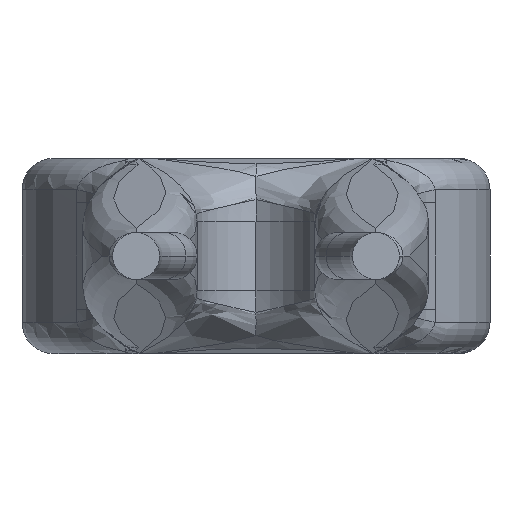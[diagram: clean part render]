
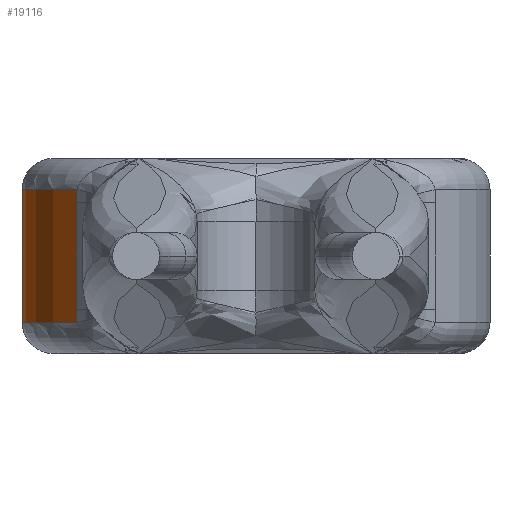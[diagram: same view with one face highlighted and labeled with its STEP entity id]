
A CAD part, front view. The second image highlights one B-rep face of the part: STEP entity #19116.
In plain terms, the highlighted cylindrical face has radius 3 mm (diameter 6 mm), a partial arc.
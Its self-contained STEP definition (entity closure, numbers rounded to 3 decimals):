
#439 = ORIENTED_EDGE ( 'NONE', *, *, #11530, .T. ) ;
#539 = CIRCLE ( 'NONE', #13309, 3. ) ;
#1427 = CARTESIAN_POINT ( 'NONE',  ( -2.303, 11.077, 0.682 ) ) ;
#1812 = DIRECTION ( 'NONE',  ( 1., 0., 0. ) ) ;
#2128 = EDGE_CURVE ( 'NONE', #2290, #14786, #8057, .T. ) ;
#2290 = VERTEX_POINT ( 'NONE', #5902 ) ;
#3203 = CARTESIAN_POINT ( 'NONE',  ( -2.301, 11.075, -0.794 ) ) ;
#3528 = CARTESIAN_POINT ( 'NONE',  ( 0., 13., -0.85 ) ) ;
#3791 = CARTESIAN_POINT ( 'NONE',  ( -2.303, 11.077, 1.25 ) ) ;
#4180 = B_SPLINE_CURVE_WITH_KNOTS ( 'NONE', 3,
 ( #16780, #3203, #18631, #11778 ),
 .UNSPECIFIED., .F., .F.,
 ( 4, 4 ),
 ( 0., 0. ),
 .UNSPECIFIED. ) ;
#4829 = CARTESIAN_POINT ( 'NONE',  ( -3., 13., -0.85 ) ) ;
#5231 = DIRECTION ( 'NONE',  ( 1., 0., 0. ) ) ;
#5902 = CARTESIAN_POINT ( 'NONE',  ( -2.298, 11.072, 0.85 ) ) ;
#6580 = EDGE_CURVE ( 'NONE', #11291, #2290, #19323, .T. ) ;
#6782 = CARTESIAN_POINT ( 'NONE',  ( 0., 13., 1.25 ) ) ;
#6971 = DIRECTION ( 'NONE',  ( 0., 0., 1. ) ) ;
#6977 = ORIENTED_EDGE ( 'NONE', *, *, #20737, .T. ) ;
#7427 = AXIS2_PLACEMENT_3D ( 'NONE', #6782, #17259, #19107 ) ;
#7951 = EDGE_CURVE ( 'NONE', #20120, #11291, #19110, .T. ) ;
#8057 = CIRCLE ( 'NONE', #16442, 3. ) ;
#9815 = ORIENTED_EDGE ( 'NONE', *, *, #7951, .T. ) ;
#10250 = CARTESIAN_POINT ( 'NONE',  ( 0., 13., 0.85 ) ) ;
#10441 = CARTESIAN_POINT ( 'NONE',  ( -2.301, 11.075, 0.794 ) ) ;
#10939 = ORIENTED_EDGE ( 'NONE', *, *, #2128, .T. ) ;
#11291 = VERTEX_POINT ( 'NONE', #22325 ) ;
#11530 = EDGE_CURVE ( 'NONE', #14786, #12021, #22634, .T. ) ;
#11778 = CARTESIAN_POINT ( 'NONE',  ( -2.303, 11.077, -0.682 ) ) ;
#12021 = VERTEX_POINT ( 'NONE', #4829 ) ;
#12083 = VERTEX_POINT ( 'NONE', #12144 ) ;
#12144 = CARTESIAN_POINT ( 'NONE',  ( -2.298, 11.072, -0.85 ) ) ;
#12331 = DIRECTION ( 'NONE',  ( 0., 0., -1. ) ) ;
#13309 = AXIS2_PLACEMENT_3D ( 'NONE', #3528, #6971, #1812 ) ;
#13372 = EDGE_CURVE ( 'NONE', #12083, #20120, #4180, .T. ) ;
#13641 = EDGE_LOOP ( 'NONE', ( #10939, #439, #6977, #19871, #9815, #16214 ) ) ;
#13957 = DIRECTION ( 'NONE',  ( 0., 0., 1. ) ) ;
#14786 = VERTEX_POINT ( 'NONE', #21480 ) ;
#15665 = CYLINDRICAL_SURFACE ( 'NONE', #7427, 3. ) ;
#16214 = ORIENTED_EDGE ( 'NONE', *, *, #6580, .T. ) ;
#16442 = AXIS2_PLACEMENT_3D ( 'NONE', #10250, #17316, #5231 ) ;
#16514 = VECTOR ( 'NONE', #12331, 1000. ) ;
#16780 = CARTESIAN_POINT ( 'NONE',  ( -2.298, 11.072, -0.85 ) ) ;
#16839 = CARTESIAN_POINT ( 'NONE',  ( -2.303, 11.077, -0.682 ) ) ;
#17259 = DIRECTION ( 'NONE',  ( 0., 0., -1. ) ) ;
#17316 = DIRECTION ( 'NONE',  ( 0., 0., -1. ) ) ;
#18631 = CARTESIAN_POINT ( 'NONE',  ( -2.303, 11.077, -0.738 ) ) ;
#18677 = CARTESIAN_POINT ( 'NONE',  ( -2.303, 11.077, 0.738 ) ) ;
#19107 = DIRECTION ( 'NONE',  ( -1., 0., 0. ) ) ;
#19110 = LINE ( 'NONE', #3791, #20789 ) ;
#19116 = ADVANCED_FACE ( 'NONE', ( #20853 ), #15665, .T. ) ;
#19323 = B_SPLINE_CURVE_WITH_KNOTS ( 'NONE', 3,
 ( #1427, #18677, #10441, #22475 ),
 .UNSPECIFIED., .F., .F.,
 ( 4, 4 ),
 ( 0., 0. ),
 .UNSPECIFIED. ) ;
#19871 = ORIENTED_EDGE ( 'NONE', *, *, #13372, .T. ) ;
#20120 = VERTEX_POINT ( 'NONE', #16839 ) ;
#20737 = EDGE_CURVE ( 'NONE', #12021, #12083, #539, .T. ) ;
#20789 = VECTOR ( 'NONE', #13957, 1000. ) ;
#20853 = FACE_OUTER_BOUND ( 'NONE', #13641, .T. ) ;
#20930 = CARTESIAN_POINT ( 'NONE',  ( -3., 13., 1.25 ) ) ;
#21480 = CARTESIAN_POINT ( 'NONE',  ( -3., 13., 0.85 ) ) ;
#22325 = CARTESIAN_POINT ( 'NONE',  ( -2.303, 11.077, 0.682 ) ) ;
#22475 = CARTESIAN_POINT ( 'NONE',  ( -2.298, 11.072, 0.85 ) ) ;
#22634 = LINE ( 'NONE', #20930, #16514 ) ;
